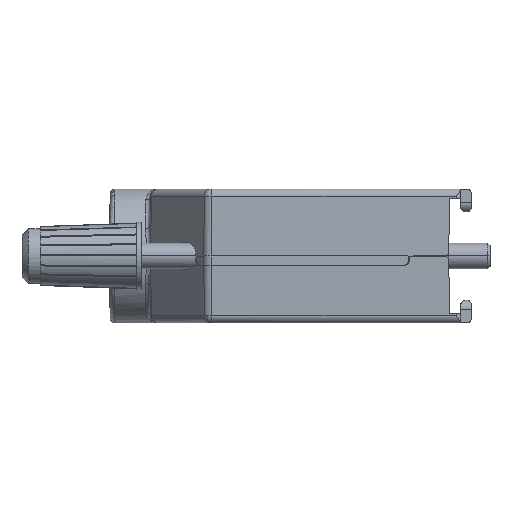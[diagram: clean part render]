
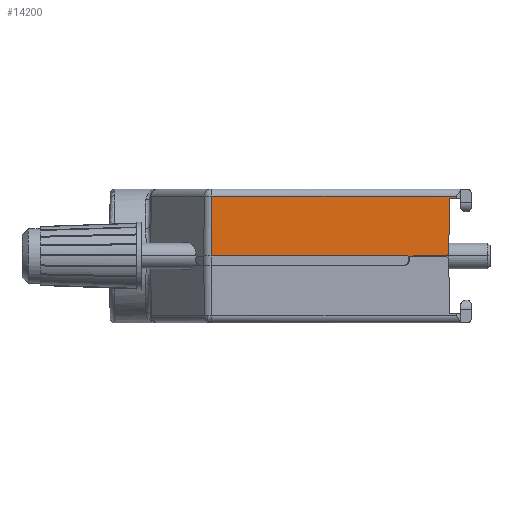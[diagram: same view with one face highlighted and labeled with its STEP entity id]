
A CAD part, left-side view. The second image highlights one B-rep face of the part: STEP entity #14200.
In plain terms, the highlighted face is planar.
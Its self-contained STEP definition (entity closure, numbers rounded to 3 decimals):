
#3583=DIRECTION('',(0.,-1.,0.));
#3584=VECTOR('',#3583,26.697);
#3585=CARTESIAN_POINT('',(15.386,27.136,0.986));
#3586=LINE('4556',#3585,#3584);
#3604=DIRECTION('',(0.017,0.009,1.));
#3605=VECTOR('',#3604,6.515);
#3606=CARTESIAN_POINT('',(15.386,27.136,0.986));
#3607=LINE('4557',#3606,#3605);
#3611=CARTESIAN_POINT('',(15.39,0.5,1.2));
#3612=CARTESIAN_POINT('',(15.39,0.497,1.2));
#3613=CARTESIAN_POINT('',(15.39,0.494,1.198));
#3614=CARTESIAN_POINT('',(15.39,0.488,1.193));
#3615=CARTESIAN_POINT('',(15.39,0.483,1.184));
#3616=CARTESIAN_POINT('',(15.39,0.478,1.172));
#3617=CARTESIAN_POINT('',(15.389,0.472,1.155));
#3618=CARTESIAN_POINT('',(15.389,0.466,1.133));
#3619=CARTESIAN_POINT('',(15.388,0.459,1.105));
#3620=CARTESIAN_POINT('',(15.388,0.453,1.076));
#3621=CARTESIAN_POINT('',(15.387,0.446,1.037));
#3622=CARTESIAN_POINT('',(15.387,0.442,1.006));
#3623=CARTESIAN_POINT('',(15.386,0.439,
0.986));
#3628=DIRECTION('',(0.,-1.,0.));
#3629=VECTOR('',#3628,0.69);
#3630=CARTESIAN_POINT('',(15.39,1.19,1.2));
#3631=LINE('4348',#3630,#3629);
#3635=DIRECTION('',(-0.017,-0.017,-1.));
#3636=VECTOR('',#3635,5.81);
#3637=CARTESIAN_POINT('',(15.491,1.291,7.009));
#3638=LINE('4554',#3637,#3636);
#3642=CARTESIAN_POINT('',(15.5,1.791,7.5));
#3643=CARTESIAN_POINT('',(15.5,1.75,7.5));
#3644=CARTESIAN_POINT('',(15.5,1.678,7.49));
#3645=CARTESIAN_POINT('',(15.499,1.555,7.448));
#3646=CARTESIAN_POINT('',(15.498,1.434,7.364));
#3647=CARTESIAN_POINT('',(15.496,1.347,7.244));
#3648=CARTESIAN_POINT('',(15.493,1.303,7.122));
#3649=CARTESIAN_POINT('',(15.492,1.292,7.05));
#3650=CARTESIAN_POINT('',(15.491,1.291,7.009));
#3655=DIRECTION('',(0.,1.,0.));
#3656=VECTOR('',#3655,3.909);
#3657=CARTESIAN_POINT('',(15.5,1.791,7.5));
#3658=LINE('4454',#3657,#3656);
#3662=DIRECTION('',(0.,1.,0.));
#3663=VECTOR('',#3662,21.492);
#3664=CARTESIAN_POINT('',(15.5,5.7,7.5));
#3665=LINE('4552',#3664,#3663);
#8364=CARTESIAN_POINT('',(15.39,1.19,1.2));
#8365=VERTEX_POINT('',#8364);
#8366=CARTESIAN_POINT('',(15.39,0.5,1.2));
#8367=VERTEX_POINT('',#8366);
#8550=CARTESIAN_POINT('',(15.5,5.7,7.5));
#8551=VERTEX_POINT('',#8550);
#8552=CARTESIAN_POINT('',(15.5,1.791,7.5));
#8553=VERTEX_POINT('',#8552);
#8685=CARTESIAN_POINT('',(15.5,27.192,7.5));
#8686=VERTEX_POINT('',#8685);
#8687=VERTEX_POINT('',#3650);
#8688=VERTEX_POINT('',#3623);
#8689=CARTESIAN_POINT('',(15.386,27.136,0.986));
#8690=VERTEX_POINT('',#8689);
#14180=CARTESIAN_POINT('',(15.443,13.815,4.243));
#14181=DIRECTION('',(1.,0.,-0.017));
#14182=DIRECTION('',(0.017,0.,1.));
#14183=AXIS2_PLACEMENT_3D('',#14180,#14181,#14182);
#14184=PLANE('3950',#14183);
#14186=ORIENTED_EDGE('4552',*,*,#14185,.T.);
#14188=ORIENTED_EDGE('4557',*,*,#14187,.F.);
#14189=ORIENTED_EDGE('4556',*,*,#14143,.T.);
#14190=ORIENTED_EDGE('4555',*,*,#14164,.F.);
#14191=ORIENTED_EDGE('4348',*,*,#9050,.F.);
#14193=ORIENTED_EDGE('4554',*,*,#14192,.F.);
#14195=ORIENTED_EDGE('4553',*,*,#14194,.F.);
#14197=ORIENTED_EDGE('4454',*,*,#14196,.T.);
#14198=EDGE_LOOP('3950',(#14186,#14188,#14189,#14190,#14191,#14193,#14195,
#14197));
#14199=FACE_OUTER_BOUND('3950',#14198,.F.);
#14200=ADVANCED_FACE('3950',(#14199),#14184,.T.);
#3624=B_SPLINE_CURVE_WITH_KNOTS('4555',3,(#3611,#3612,#3613,#3614,#3615,#3616,
#3617,#3618,#3619,#3620,#3621,#3622,#3623),.UNSPECIFIED.,.F.,.F.,(4,1,1,1,1,1,1,
1,1,1,4),(0.,0.031,0.063,0.125,0.188,0.25,0.375,0.5,0.625,
0.75,1.),.UNSPECIFIED.);
#3651=B_SPLINE_CURVE_WITH_KNOTS('4553',3,(#3642,#3643,#3644,#3645,#3646,#3647,
#3648,#3649,#3650),.UNSPECIFIED.,.F.,.F.,(4,1,1,1,1,1,4),(0.,0.125,0.25,
0.5,0.75,0.875,1.),.UNSPECIFIED.);
#9050=EDGE_CURVE('4348',#8365,#8367,#3631,.T.);
#14143=EDGE_CURVE('4556',#8690,#8688,#3586,.T.);
#14164=EDGE_CURVE('4555',#8367,#8688,#3624,.T.);
#14185=EDGE_CURVE('4552',#8551,#8686,#3665,.T.);
#14187=EDGE_CURVE('4557',#8690,#8686,#3607,.T.);
#14192=EDGE_CURVE('4554',#8687,#8365,#3638,.T.);
#14194=EDGE_CURVE('4553',#8553,#8687,#3651,.T.);
#14196=EDGE_CURVE('4454',#8553,#8551,#3658,.T.);
